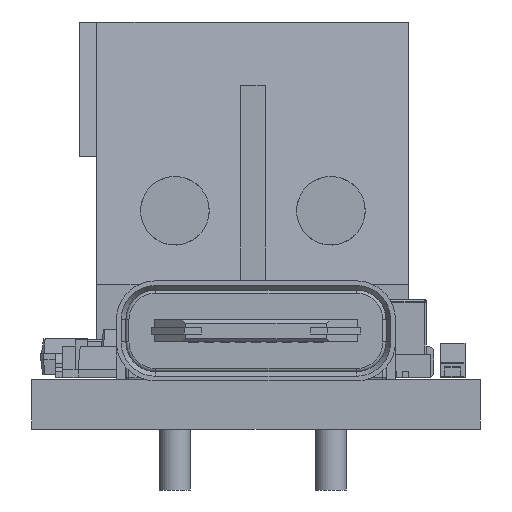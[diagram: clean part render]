
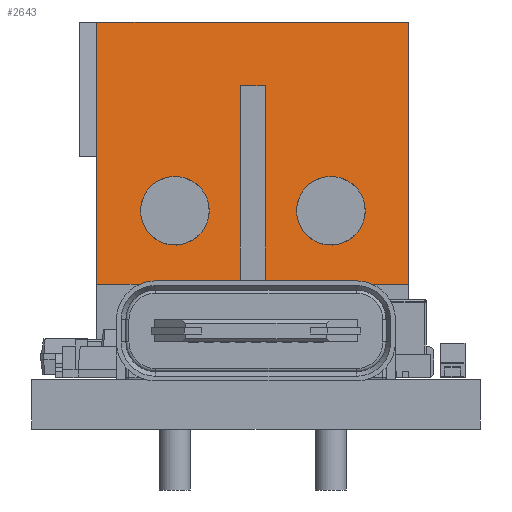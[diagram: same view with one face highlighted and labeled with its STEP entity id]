
A CAD part, front view. The second image highlights one B-rep face of the part: STEP entity #2643.
In plain terms, the highlighted face is planar.
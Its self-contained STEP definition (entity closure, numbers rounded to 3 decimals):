
#1220 = VERTEX_POINT('',#1221);
#1221 = CARTESIAN_POINT('',(7.5,4.,3.));
#1227 = EDGE_CURVE('',#1228,#1220,#1230,.T.);
#1228 = VERTEX_POINT('',#1229);
#1229 = CARTESIAN_POINT('',(7.5,2.97,11.4));
#1230 = LINE('',#1231,#1232);
#1231 = CARTESIAN_POINT('',(7.5,2.97,11.4));
#1232 = VECTOR('',#1233,1.);
#1233 = DIRECTION('',(0.,0.122,-0.993));
#1461 = VERTEX_POINT('',#1462);
#1462 = CARTESIAN_POINT('',(-2.5,2.97,11.4));
#1468 = EDGE_CURVE('',#1461,#1469,#1471,.T.);
#1469 = VERTEX_POINT('',#1470);
#1470 = CARTESIAN_POINT('',(-2.5,4.,3.));
#1471 = LINE('',#1472,#1473);
#1472 = CARTESIAN_POINT('',(-2.5,2.97,11.4));
#1473 = VECTOR('',#1474,1.);
#1474 = DIRECTION('',(0.,0.122,-0.993));
#1789 = EDGE_CURVE('',#1469,#1790,#1792,.T.);
#1790 = VERTEX_POINT('',#1791);
#1791 = CARTESIAN_POINT('',(2.1,4.,3.));
#1792 = LINE('',#1793,#1794);
#1793 = CARTESIAN_POINT('',(-2.5,4.,3.));
#1794 = VECTOR('',#1795,1.);
#1795 = DIRECTION('',(1.,0.,0.));
#1814 = VERTEX_POINT('',#1815);
#1815 = CARTESIAN_POINT('',(2.9,4.,3.));
#1821 = EDGE_CURVE('',#1814,#1220,#1822,.T.);
#1822 = LINE('',#1823,#1824);
#1823 = CARTESIAN_POINT('',(-2.5,4.,3.));
#1824 = VECTOR('',#1825,1.);
#1825 = DIRECTION('',(1.,0.,0.));
#2386 = EDGE_CURVE('',#1461,#1228,#2387,.T.);
#2387 = LINE('',#2388,#2389);
#2388 = CARTESIAN_POINT('',(-2.5,2.97,11.4));
#2389 = VECTOR('',#2390,1.);
#2390 = DIRECTION('',(1.,0.,0.));
#2643 = ADVANCED_FACE('',(#2644,#2673,#2684),#2695,.T.);
#2644 = FACE_BOUND('',#2645,.T.);
#2645 = EDGE_LOOP('',(#2646,#2647,#2648,#2649,#2650,#2658,#2666,#2672));
#2646 = ORIENTED_EDGE('',*,*,#1468,.F.);
#2647 = ORIENTED_EDGE('',*,*,#2386,.T.);
#2648 = ORIENTED_EDGE('',*,*,#1227,.T.);
#2649 = ORIENTED_EDGE('',*,*,#1821,.F.);
#2650 = ORIENTED_EDGE('',*,*,#2651,.T.);
#2651 = EDGE_CURVE('',#1814,#2652,#2654,.T.);
#2652 = VERTEX_POINT('',#2653);
#2653 = CARTESIAN_POINT('',(2.9,3.22,9.36));
#2654 = LINE('',#2655,#2656);
#2655 = CARTESIAN_POINT('',(2.9,3.666,5.722));
#2656 = VECTOR('',#2657,1.);
#2657 = DIRECTION('',(0.,-0.122,0.993));
#2658 = ORIENTED_EDGE('',*,*,#2659,.T.);
#2659 = EDGE_CURVE('',#2652,#2660,#2662,.T.);
#2660 = VERTEX_POINT('',#2661);
#2661 = CARTESIAN_POINT('',(2.1,3.22,9.36));
#2662 = LINE('',#2663,#2664);
#2663 = CARTESIAN_POINT('',(0.2,3.22,9.36));
#2664 = VECTOR('',#2665,1.);
#2665 = DIRECTION('',(-1.,0.,0.));
#2666 = ORIENTED_EDGE('',*,*,#2667,.T.);
#2667 = EDGE_CURVE('',#2660,#1790,#2668,.T.);
#2668 = LINE('',#2669,#2670);
#2669 = CARTESIAN_POINT('',(2.1,3.101,10.333));
#2670 = VECTOR('',#2671,1.);
#2671 = DIRECTION('',(0.,0.122,-0.993));
#2672 = ORIENTED_EDGE('',*,*,#1789,.F.);
#2673 = FACE_BOUND('',#2674,.T.);
#2674 = EDGE_LOOP('',(#2675));
#2675 = ORIENTED_EDGE('',*,*,#2676,.F.);
#2676 = EDGE_CURVE('',#2677,#2677,#2679,.T.);
#2677 = VERTEX_POINT('',#2678);
#2678 = CARTESIAN_POINT('',(1.1,3.712,5.35));
#2679 = ELLIPSE('',#2680,1.108,1.1);
#2680 = AXIS2_PLACEMENT_3D('',#2681,#2682,#2683);
#2681 = CARTESIAN_POINT('',(0.,3.712,5.35));
#2682 = DIRECTION('',(0.,0.993,0.122));
#2683 = DIRECTION('',(0.,0.122,-0.993));
#2684 = FACE_BOUND('',#2685,.T.);
#2685 = EDGE_LOOP('',(#2686));
#2686 = ORIENTED_EDGE('',*,*,#2687,.F.);
#2687 = EDGE_CURVE('',#2688,#2688,#2690,.T.);
#2688 = VERTEX_POINT('',#2689);
#2689 = CARTESIAN_POINT('',(6.1,3.712,5.35));
#2690 = ELLIPSE('',#2691,1.108,1.1);
#2691 = AXIS2_PLACEMENT_3D('',#2692,#2693,#2694);
#2692 = CARTESIAN_POINT('',(5.,3.712,5.35));
#2693 = DIRECTION('',(0.,0.993,0.122));
#2694 = DIRECTION('',(0.,0.122,-0.993));
#2695 = PLANE('',#2696);
#2696 = AXIS2_PLACEMENT_3D('',#2697,#2698,#2699);
#2697 = CARTESIAN_POINT('',(-2.5,2.97,11.4));
#2698 = DIRECTION('',(0.,0.993,0.122));
#2699 = DIRECTION('',(0.,0.122,-0.993));
